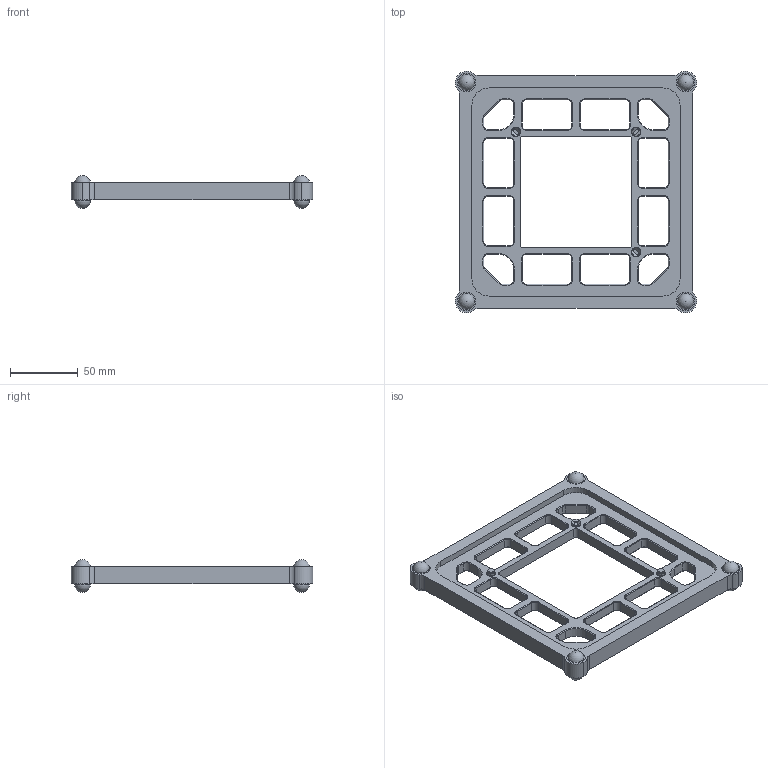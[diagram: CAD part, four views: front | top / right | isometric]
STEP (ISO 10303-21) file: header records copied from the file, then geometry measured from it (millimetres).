
FILE_DESCRIPTION (( 'STEP AP214' ), '1' );
FILE_NAME ('C6AC3_A.STEP', '2023-04-10T17:18:39', ( '' ), ( '' ), 'SwSTEP 2.0', 'SolidWorks 2022', '' );
FILE_SCHEMA (( 'AUTOMOTIVE_DESIGN' ));
Length unit declared in the file: inch
Products named in the file (1): C6AC3_A
Bounding box: 178.43 x 178.43 x 24.13 mm (x, y, z)
Surface area: 56487.4 mm2 (no closed solid volume)
Topology: 0 solids, 29 shells, 412 faces, 1078 edges, 686 vertices
Faces by surface type: plane 206, cone 104, cylinder 80, sphere 16, torus 6
Entity records: 17755 total; most frequent: CARTESIAN_POINT 2287, DIRECTION 2222, ORIENTED_EDGE 1950, EDGE_CURVE 1038, AXIS2_PLACEMENT_3D 807, VERTEX_POINT 662, LINE 608, VECTOR 608
